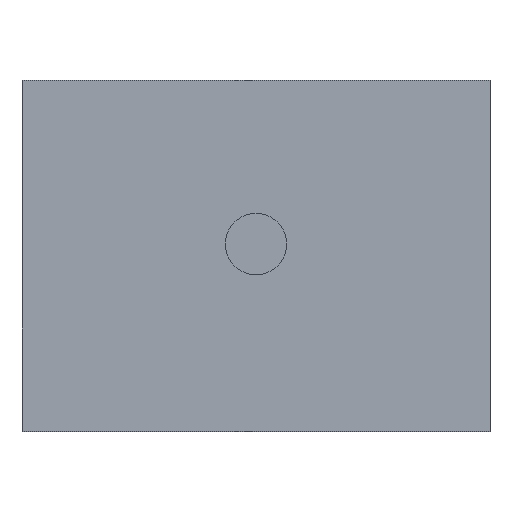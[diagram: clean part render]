
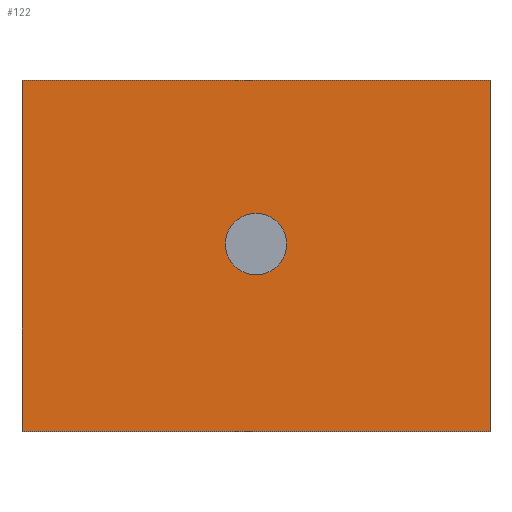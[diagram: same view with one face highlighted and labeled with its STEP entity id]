
A CAD part, top view. The second image highlights one B-rep face of the part: STEP entity #122.
In plain terms, the highlighted planar face has unit normal (0, 0, 1).
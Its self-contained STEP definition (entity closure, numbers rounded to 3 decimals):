
#98=FACE_BOUND('',#151,.T.);
#99=FACE_BOUND('',#152,.T.);
#114=CIRCLE('',#334,5.25);
#122=ADVANCED_FACE('',(#98,#99),#135,.T.);
#135=PLANE('',#335);
#151=EDGE_LOOP('',(#183));
#152=EDGE_LOOP('',(#184,#185,#186,#187));
#183=ORIENTED_EDGE('',*,*,#264,.T.);
#184=ORIENTED_EDGE('',*,*,#265,.F.);
#185=ORIENTED_EDGE('',*,*,#266,.F.);
#186=ORIENTED_EDGE('',*,*,#267,.F.);
#187=ORIENTED_EDGE('',*,*,#260,.F.);
#232=VERTEX_POINT('',#418);
#238=VERTEX_POINT('',#430);
#241=VERTEX_POINT('',#440);
#242=VERTEX_POINT('',#442);
#243=VERTEX_POINT('',#444);
#260=EDGE_CURVE('',#238,#232,#290,.T.);
#264=EDGE_CURVE('',#241,#241,#114,.T.);
#265=EDGE_CURVE('',#242,#238,#294,.T.);
#266=EDGE_CURVE('',#243,#242,#295,.T.);
#267=EDGE_CURVE('',#232,#243,#296,.T.);
#290=LINE('',#431,#314);
#294=LINE('',#441,#318);
#295=LINE('',#443,#319);
#296=LINE('',#445,#320);
#314=VECTOR('',#360,1.);
#318=VECTOR('',#370,1.);
#319=VECTOR('',#371,1.);
#320=VECTOR('',#372,1.);
#334=AXIS2_PLACEMENT_3D('',#439,#368,#369);
#335=AXIS2_PLACEMENT_3D('',#446,#373,#374);
#360=DIRECTION('',(0.,1.,0.));
#368=DIRECTION('',(0.,0.,-1.));
#369=DIRECTION('',(-1.,0.,0.));
#370=DIRECTION('',(-1.,0.,0.));
#371=DIRECTION('',(0.,-1.,0.));
#372=DIRECTION('',(1.,0.,0.));
#373=DIRECTION('',(0.,0.,1.));
#374=DIRECTION('',(1.,0.,0.));
#418=CARTESIAN_POINT('',(0.,60.,40.7));
#430=CARTESIAN_POINT('',(0.,0.,40.7));
#431=CARTESIAN_POINT('',(0.,30.,40.7));
#439=CARTESIAN_POINT('',(40.,32.,40.7));
#440=CARTESIAN_POINT('',(34.75,32.,40.7));
#441=CARTESIAN_POINT('',(40.,0.,40.7));
#442=CARTESIAN_POINT('',(80.,0.,40.7));
#443=CARTESIAN_POINT('',(80.,30.,40.7));
#444=CARTESIAN_POINT('',(80.,60.,40.7));
#445=CARTESIAN_POINT('',(40.,60.,40.7));
#446=CARTESIAN_POINT('',(40.,30.,40.7));
